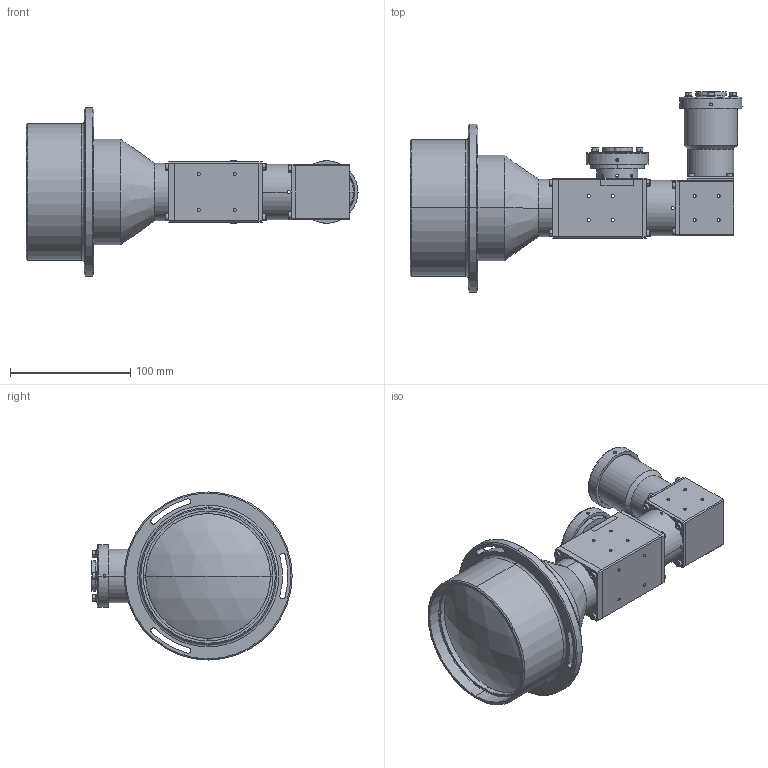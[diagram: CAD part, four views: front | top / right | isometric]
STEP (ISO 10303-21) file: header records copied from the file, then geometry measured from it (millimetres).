
FILE_DESCRIPTION (( 'STEP AP203' ), '1' );
FILE_NAME ('XF-5MDT01090436X120DSSB-L90-V5.42.STEP', '2019-12-17T05:41:26', ( 'canrill005' ), ( '' ), 'SwSTEP 2.0', 'SolidWorks 2014', '' );
FILE_SCHEMA (( 'CONFIG_CONTROL_DESIGN' ));
Length unit declared in the file: millimetre
Products named in the file (1): XF-5MDT01090436X120DSSB-L90-V5.42
Bounding box: 276.53 x 166.75 x 140 mm (x, y, z)
Surface area: 136759.4 mm2 (no closed solid volume)
Topology: 0 solids, 90 shells, 756 faces, 2320 edges, 1548 vertices
Faces by surface type: cylinder 331, plane 292, cone 67, torus 62, sphere 4
Entity records: 26678 total; most frequent: CARTESIAN_POINT 5864, DIRECTION 4702, ORIENTED_EDGE 3601, EDGE_CURVE 2272, AXIS2_PLACEMENT_3D 1766, VERTEX_POINT 1548, VECTOR 1170, LINE 1170
